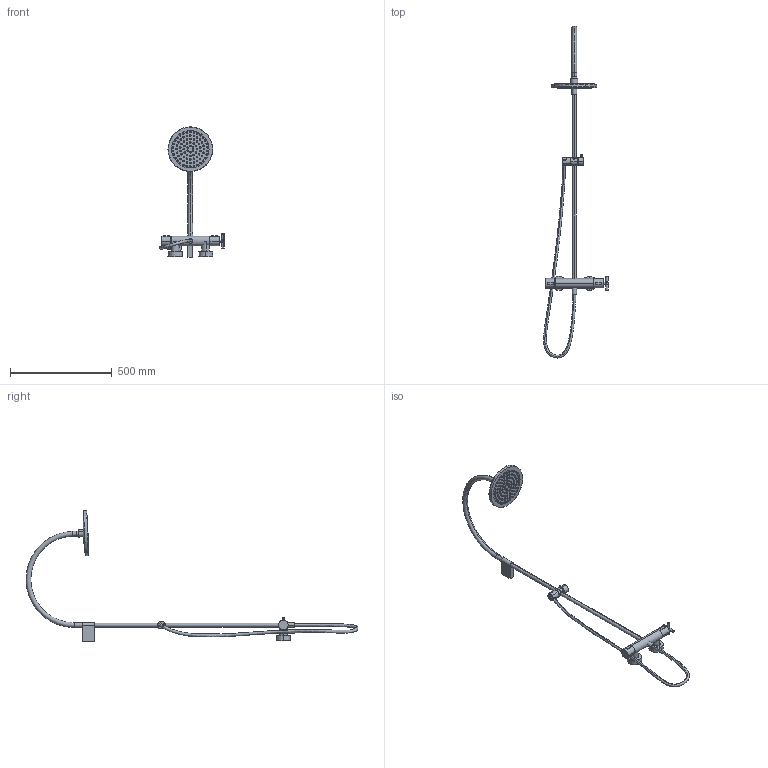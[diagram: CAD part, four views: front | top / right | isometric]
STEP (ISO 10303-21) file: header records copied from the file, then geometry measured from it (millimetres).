
FILE_DESCRIPTION (( 'STEP AP214' ), '1' );
FILE_NAME ('34458892.STEP', '2022-02-16T06:21:43', ( '' ), ( '' ), 'SwSTEP 2.0', 'SolidWorks 2020', '' );
FILE_SCHEMA (( 'AUTOMOTIVE_DESIGN' ));
Length unit declared in the file: millimetre
Products named in the file (31): Planungsmodell_Griff-+-04.17.33.015.00-1_K2_D46x48,9; Planungsmodell_Schieber-+-08.18.40.580.90-1; Planungsmodell_Rohr_gerade-+-28.568.780-10_ _K365_38x30; Planungsmodell_Rosette-+-09.31.20.512-1; Planungsmodell_Rohr-+-09.28.22.096.90-01_K3_D23,5x929,9; Planungsmodell_Einsatz-+-09.12.01.081.90-01; Planungsmodell_Schieber-+-08.30.12.507.90-1; Planungsmodell_Koerper-+-09.17.01.251.90-1; Planungsmodell_Knopf-+-09.21.33.050.90-1; Planungsmodell_Mutter-+-09.24.04.282.90-01_K1_D23 x 30; Planungsmodell_Gehaeuse-+-09.12.05.092.90-1; Planungsmodell_Rohr_gerade-+-28.568.780-10_ _K446_46x48,9; Planungsmodell_Griff-+-04.17.33.015.00-1_K1_D48x47,7; Planungsmodell_Rohr-+-09.28.22.346.90-1; Planungsmodell_Huelse-+-09.12.12.217.90-1; Planungsmodell_Rohr_gerade-+-28.568.780-10_ _K373_48x47,7; 34458892; Planungsmodell_Rohr_gerade-+-28.568.780-10_ _K367_7,9x15; Planungsmodell_Regenbrause-+-04.12.05.092.00-1; Planungsmodell_Schlauch-+-09.30.02.071-3_Regenbrause_Therm. mit Schieber; Planungsmodell_Rohr_gerade-+-28.568.780-10_ _K193_22x50; Planungsmodell_Rohr_gerade-+-28.568.780-10_ _K155_35x31,75; Planungsmodell_Zylinder-+-09.21.40.060.90-1; Planungsmodell_Schieber-+-12.580.970-1_PDB_12580970-00; Planungsmodell_Halter-+-09.17.11.150.90-1_K1_D23,5x79; Planungsmodell_Griff-+-09.20.89.010.94-01_-_K1; Planungsmodell_Rohr_gerade-+-28.568.780-10_ _K374_37x47; Planungsmodell_Rohr_gerade-+-28.568.780-10_ _K366_37x1; Planungsmodell_Adapter-+-08.18.40.579.90-1; Planungsmodell_Deckel-+-09.11.01.130.90-1; Planungsmodell_Gabel-+-08.17.20.694.90-1
Assembly tree (33 placements, depth 3):
  34458892
    Planungsmodell_Rohr-+-09.28.22.096.90-01_K3_D23,5x929,9
    Planungsmodell_Regenbrause-+-04.12.05.092.00-1
      Planungsmodell_Einsatz-+-09.12.01.081.90-01
      Planungsmodell_Rohr_gerade-+-28.568.780-10_ _K155_35x31,75
      Planungsmodell_Zylinder-+-09.21.40.060.90-1
      Planungsmodell_Gehaeuse-+-09.12.05.092.90-1
      Planungsmodell_Deckel-+-09.11.01.130.90-1
    Planungsmodell_Schieber-+-12.580.970-1_PDB_12580970-00
      Planungsmodell_Rohr_gerade-+-28.568.780-10_ _K367_7,9x15
      Planungsmodell_Adapter-+-08.18.40.579.90-1
      Planungsmodell_Rohr_gerade-+-28.568.780-10_ _K366_37x1
      Planungsmodell_Rohr_gerade-+-28.568.780-10_ _K365_38x30
      Planungsmodell_Schieber-+-08.18.40.580.90-1
      Planungsmodell_Huelse-+-09.12.12.217.90-1
      Planungsmodell_Gabel-+-08.17.20.694.90-1
      Planungsmodell_Schieber-+-08.30.12.507.90-1
    Planungsmodell_Koerper-+-09.17.01.251.90-1
    Planungsmodell_Rosette-+-09.31.20.512-1  x2
    Planungsmodell_Rohr_gerade-+-28.568.780-10_ _K193_22x50
    Planungsmodell_Griff-+-04.17.33.015.00-1_K1_D48x47,7
      Planungsmodell_Rohr_gerade-+-28.568.780-10_ _K373_48x47,7
      Planungsmodell_Knopf-+-09.21.33.050.90-1
    Planungsmodell_Rohr_gerade-+-28.568.780-10_ _K374_37x47  x2
    Planungsmodell_Mutter-+-09.24.04.282.90-01_K1_D23 x 30
    Planungsmodell_Schlauch-+-09.30.02.071-3_Regenbrause_Therm. mit Schieber
    Planungsmodell_Halter-+-09.17.11.150.90-1_K1_D23,5x79
    Planungsmodell_Rohr-+-09.28.22.346.90-1
    Planungsmodell_Griff-+-04.17.33.015.00-1_K2_D46x48,9
      Planungsmodell_Rohr_gerade-+-28.568.780-10_ _K446_46x48,9
      Planungsmodell_Knopf-+-09.21.33.050.90-1
    Planungsmodell_Griff-+-09.20.89.010.94-01_-_K1
Bounding box: 318.43 x 1634.36 x 641.39 mm (x, y, z)
Volume: 2292540.1 mm3; surface area: 578754 mm2
Topology: 29 solids, 30 shells, 690 faces, 1576 edges, 1037 vertices
Faces by surface type: cylinder 443, plane 194, cone 28, torus 12, bspline 11, sphere 2
Entity records: 24267 total; most frequent: CARTESIAN_POINT 6508, DIRECTION 3781, ORIENTED_EDGE 3092, AXIS2_PLACEMENT_3D 1617, EDGE_CURVE 1546, VERTEX_POINT 1019, EDGE_LOOP 947, CIRCLE 914
